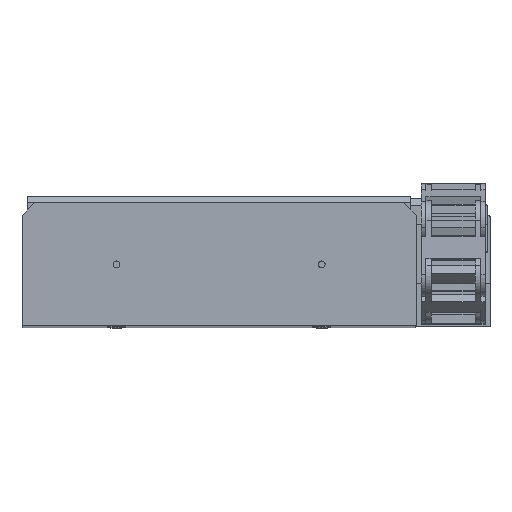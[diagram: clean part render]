
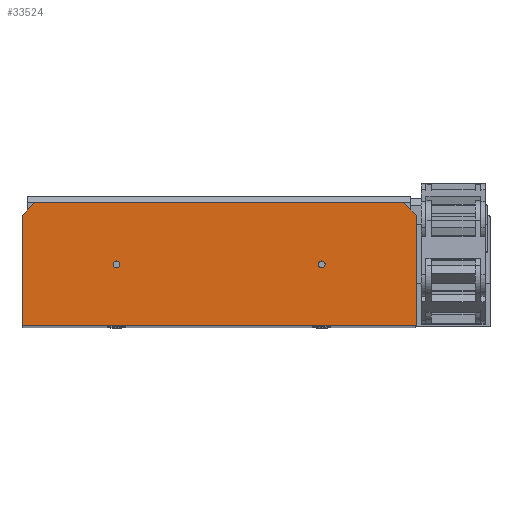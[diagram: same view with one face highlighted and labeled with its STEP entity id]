
A CAD part, top view. The second image highlights one B-rep face of the part: STEP entity #33524.
In plain terms, the highlighted planar face has unit normal (0, 0, 1).
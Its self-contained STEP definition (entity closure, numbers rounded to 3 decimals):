
#415 = VECTOR ( 'NONE', #35425, 1000. ) ;
#1612 = FACE_BOUND ( 'NONE', #12188, .T. ) ;
#2346 = VECTOR ( 'NONE', #15223, 1000. ) ;
#2350 = VERTEX_POINT ( 'NONE', #12799 ) ;
#3343 = ORIENTED_EDGE ( 'NONE', *, *, #19661, .F. ) ;
#3440 = CARTESIAN_POINT ( 'NONE',  ( -72., 0.3, 171.45 ) ) ;
#5506 = AXIS2_PLACEMENT_3D ( 'NONE', #13782, #8309, #25740 ) ;
#5971 = CARTESIAN_POINT ( 'NONE',  ( -67.5, 45.3, 171.45 ) ) ;
#6662 = ORIENTED_EDGE ( 'NONE', *, *, #14293, .T. ) ;
#7591 = DIRECTION ( 'NONE',  ( 0., -1., 0. ) ) ;
#7757 = ORIENTED_EDGE ( 'NONE', *, *, #8683, .T. ) ;
#8309 = DIRECTION ( 'NONE',  ( 0., 0., 1. ) ) ;
#8352 = CARTESIAN_POINT ( 'NONE',  ( 67.5, 45.3, 171.45 ) ) ;
#8505 = VERTEX_POINT ( 'NONE', #37337 ) ;
#8527 = EDGE_LOOP ( 'NONE', ( #12701, #32808, #6662, #7757, #18744, #21063 ) ) ;
#8683 = EDGE_CURVE ( 'NONE', #17158, #8505, #20260, .T. ) ;
#8906 = EDGE_CURVE ( 'NONE', #21010, #9223, #29608, .T. ) ;
#9223 = VERTEX_POINT ( 'NONE', #9352 ) ;
#9352 = CARTESIAN_POINT ( 'NONE',  ( 36.25, 22.8, 171.45 ) ) ;
#9490 = LINE ( 'NONE', #5971, #11696 ) ;
#10358 = CARTESIAN_POINT ( 'NONE',  ( -67.5, 45.3, 171.45 ) ) ;
#11066 = LINE ( 'NONE', #8352, #415 ) ;
#11696 = VECTOR ( 'NONE', #38770, 1000. ) ;
#12188 = EDGE_LOOP ( 'NONE', ( #36400, #3343 ) ) ;
#12701 = ORIENTED_EDGE ( 'NONE', *, *, #36992, .T. ) ;
#12799 = CARTESIAN_POINT ( 'NONE',  ( 72., 40.8, 171.45 ) ) ;
#13736 = DIRECTION ( 'NONE',  ( 1., 0., 0. ) ) ;
#13782 = CARTESIAN_POINT ( 'NONE',  ( 37.5, 22.8, 171.45 ) ) ;
#13991 = PLANE ( 'NONE',  #38734 ) ;
#14173 = FACE_OUTER_BOUND ( 'NONE', #8527, .T. ) ;
#14232 = EDGE_CURVE ( 'NONE', #2350, #26308, #11066, .T. ) ;
#14293 = EDGE_CURVE ( 'NONE', #26308, #17158, #9490, .T. ) ;
#14302 = ORIENTED_EDGE ( 'NONE', *, *, #8906, .F. ) ;
#14335 = CARTESIAN_POINT ( 'NONE',  ( -36.25, 22.8, 171.45 ) ) ;
#14617 = LINE ( 'NONE', #23658, #26932 ) ;
#14927 = VECTOR ( 'NONE', #20980, 1000. ) ;
#15223 = DIRECTION ( 'NONE',  ( 1., 0., 0. ) ) ;
#15500 = CIRCLE ( 'NONE', #5506, 1.25 ) ;
#16893 = VERTEX_POINT ( 'NONE', #27467 ) ;
#17104 = DIRECTION ( 'NONE',  ( 0., 0., 1. ) ) ;
#17158 = VERTEX_POINT ( 'NONE', #10358 ) ;
#17500 = CARTESIAN_POINT ( 'NONE',  ( -37.5, 22.8, 171.45 ) ) ;
#17832 = CARTESIAN_POINT ( 'NONE',  ( -72., 40.8, 171.45 ) ) ;
#18132 = AXIS2_PLACEMENT_3D ( 'NONE', #28079, #37520, #13736 ) ;
#18445 = CARTESIAN_POINT ( 'NONE',  ( 72., 0.3, 171.45 ) ) ;
#18541 = ORIENTED_EDGE ( 'NONE', *, *, #20998, .F. ) ;
#18744 = ORIENTED_EDGE ( 'NONE', *, *, #37908, .T. ) ;
#18746 = CIRCLE ( 'NONE', #18132, 1.25 ) ;
#19661 = EDGE_CURVE ( 'NONE', #31723, #34059, #31741, .T. ) ;
#19890 = CARTESIAN_POINT ( 'NONE',  ( 0., 0., 171.45 ) ) ;
#20260 = LINE ( 'NONE', #17832, #14927 ) ;
#20893 = EDGE_CURVE ( 'NONE', #16893, #28340, #31275, .T. ) ;
#20980 = DIRECTION ( 'NONE',  ( -0.707, -0.707, 0. ) ) ;
#20998 = EDGE_CURVE ( 'NONE', #9223, #21010, #15500, .T. ) ;
#21010 = VERTEX_POINT ( 'NONE', #37939 ) ;
#21063 = ORIENTED_EDGE ( 'NONE', *, *, #20893, .T. ) ;
#21066 = AXIS2_PLACEMENT_3D ( 'NONE', #17500, #17104, #38525 ) ;
#21333 = CARTESIAN_POINT ( 'NONE',  ( -38.75, 22.8, 171.45 ) ) ;
#21446 = AXIS2_PLACEMENT_3D ( 'NONE', #31738, #28407, #31363 ) ;
#22683 = LINE ( 'NONE', #30938, #37032 ) ;
#22827 = DIRECTION ( 'NONE',  ( 1., 0., 0. ) ) ;
#23658 = CARTESIAN_POINT ( 'NONE',  ( 72., 40.8, 171.45 ) ) ;
#25740 = DIRECTION ( 'NONE',  ( 1., 0., 0. ) ) ;
#26308 = VERTEX_POINT ( 'NONE', #36148 ) ;
#26932 = VECTOR ( 'NONE', #35646, 1000. ) ;
#27467 = CARTESIAN_POINT ( 'NONE',  ( -72., 0.3, 171.45 ) ) ;
#27714 = EDGE_CURVE ( 'NONE', #34059, #31723, #18746, .T. ) ;
#28079 = CARTESIAN_POINT ( 'NONE',  ( -37.5, 22.8, 171.45 ) ) ;
#28340 = VERTEX_POINT ( 'NONE', #18445 ) ;
#28407 = DIRECTION ( 'NONE',  ( 0., 0., 1. ) ) ;
#28724 = DIRECTION ( 'NONE',  ( 0., 0., 1. ) ) ;
#29608 = CIRCLE ( 'NONE', #21446, 1.25 ) ;
#30938 = CARTESIAN_POINT ( 'NONE',  ( -72., 40.8, 171.45 ) ) ;
#31275 = LINE ( 'NONE', #3440, #2346 ) ;
#31363 = DIRECTION ( 'NONE',  ( 1., 0., 0. ) ) ;
#31723 = VERTEX_POINT ( 'NONE', #21333 ) ;
#31738 = CARTESIAN_POINT ( 'NONE',  ( 37.5, 22.8, 171.45 ) ) ;
#31741 = CIRCLE ( 'NONE', #21066, 1.25 ) ;
#31877 = EDGE_LOOP ( 'NONE', ( #14302, #18541 ) ) ;
#32808 = ORIENTED_EDGE ( 'NONE', *, *, #14232, .T. ) ;
#33524 = ADVANCED_FACE ( 'NONE', ( #1612, #34809, #14173 ), #13991, .T. ) ;
#34059 = VERTEX_POINT ( 'NONE', #14335 ) ;
#34809 = FACE_BOUND ( 'NONE', #31877, .T. ) ;
#35425 = DIRECTION ( 'NONE',  ( -0.707, 0.707, 0. ) ) ;
#35646 = DIRECTION ( 'NONE',  ( 0., 1., 0. ) ) ;
#36148 = CARTESIAN_POINT ( 'NONE',  ( 67.5, 45.3, 171.45 ) ) ;
#36400 = ORIENTED_EDGE ( 'NONE', *, *, #27714, .F. ) ;
#36992 = EDGE_CURVE ( 'NONE', #28340, #2350, #14617, .T. ) ;
#37032 = VECTOR ( 'NONE', #7591, 1000. ) ;
#37337 = CARTESIAN_POINT ( 'NONE',  ( -72., 40.8, 171.45 ) ) ;
#37520 = DIRECTION ( 'NONE',  ( 0., 0., 1. ) ) ;
#37908 = EDGE_CURVE ( 'NONE', #8505, #16893, #22683, .T. ) ;
#37939 = CARTESIAN_POINT ( 'NONE',  ( 38.75, 22.8, 171.45 ) ) ;
#38525 = DIRECTION ( 'NONE',  ( 1., 0., 0. ) ) ;
#38734 = AXIS2_PLACEMENT_3D ( 'NONE', #19890, #28724, #22827 ) ;
#38770 = DIRECTION ( 'NONE',  ( -1., 0., 0. ) ) ;
